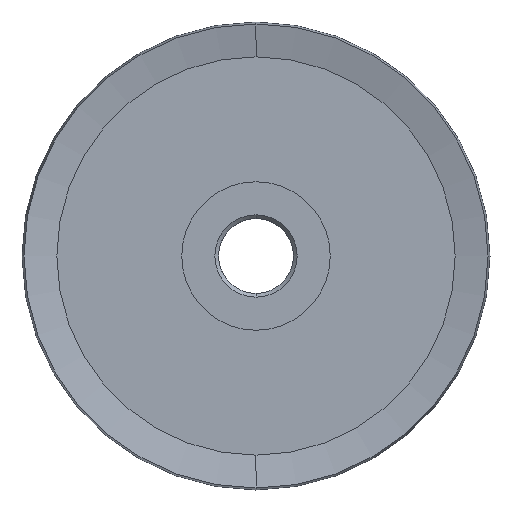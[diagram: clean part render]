
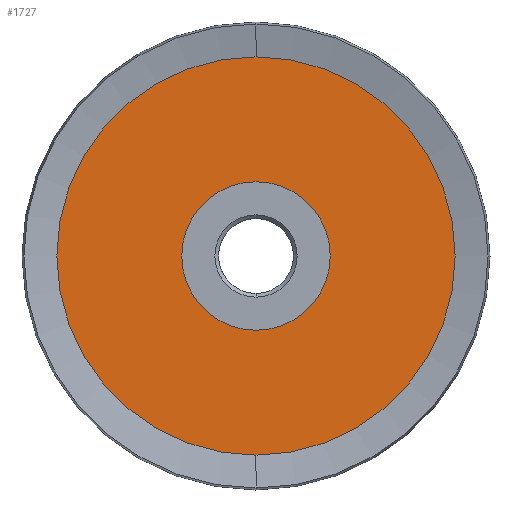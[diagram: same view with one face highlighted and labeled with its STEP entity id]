
A CAD part, left-side view. The second image highlights one B-rep face of the part: STEP entity #1727.
In plain terms, the highlighted planar face has unit normal (-1, 0, 0).
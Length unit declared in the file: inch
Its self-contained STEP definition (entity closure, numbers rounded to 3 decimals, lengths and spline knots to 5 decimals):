
#9 = AXIS2_PLACEMENT_3D ( 'NONE', #7470, #3795, #141 ) ;
#15 = VERTEX_POINT ( 'NONE', #7399 ) ;
#77 = CIRCLE ( 'NONE', #583, 0.248 ) ;
#141 = DIRECTION ( 'NONE',  ( 0., 0., 1. ) ) ;
#563 = DIRECTION ( 'NONE',  ( -1., 0., 0. ) ) ;
#583 = AXIS2_PLACEMENT_3D ( 'NONE', #2398, #6626, #2996 ) ;
#1405 = DIRECTION ( 'NONE',  ( -1., 0., 0. ) ) ;
#1533 = CARTESIAN_POINT ( 'NONE',  ( 0.0315, 0., -0.66519 ) ) ;
#1684 = EDGE_CURVE ( 'NONE', #15, #6465, #4769, .T. ) ;
#1727 = ADVANCED_FACE ( 'NONE', ( #2982, #4189 ), #6669, .T. ) ;
#1773 = DIRECTION ( 'NONE',  ( -1., 0., 0. ) ) ;
#2279 = ORIENTED_EDGE ( 'NONE', *, *, #1684, .T. ) ;
#2397 = AXIS2_PLACEMENT_3D ( 'NONE', #5012, #1405, #5634 ) ;
#2398 = CARTESIAN_POINT ( 'NONE',  ( 0.0315, 0., 0. ) ) ;
#2617 = AXIS2_PLACEMENT_3D ( 'NONE', #6047, #563, #7289 ) ;
#2856 = EDGE_CURVE ( 'NONE', #6465, #15, #7899, .T. ) ;
#2982 = FACE_BOUND ( 'NONE', #6218, .T. ) ;
#2996 = DIRECTION ( 'NONE',  ( 0., 0., 1. ) ) ;
#3004 = EDGE_CURVE ( 'NONE', #6665, #7311, #77, .T. ) ;
#3469 = CIRCLE ( 'NONE', #9, 0.248 ) ;
#3795 = DIRECTION ( 'NONE',  ( -1., 0., 0. ) ) ;
#3831 = ORIENTED_EDGE ( 'NONE', *, *, #3004, .F. ) ;
#4189 = FACE_OUTER_BOUND ( 'NONE', #7421, .T. ) ;
#4645 = ORIENTED_EDGE ( 'NONE', *, *, #7535, .F. ) ;
#4769 = CIRCLE ( 'NONE', #7663, 0.66519 ) ;
#4772 = CARTESIAN_POINT ( 'NONE',  ( 0.0315, 0., -0.248 ) ) ;
#5012 = CARTESIAN_POINT ( 'NONE',  ( 0.0315, 0., 0. ) ) ;
#5384 = CARTESIAN_POINT ( 'NONE',  ( 0.0315, 0., 0. ) ) ;
#5634 = DIRECTION ( 'NONE',  ( 0., 0., 1. ) ) ;
#5998 = DIRECTION ( 'NONE',  ( 0., 0., 1. ) ) ;
#6047 = CARTESIAN_POINT ( 'NONE',  ( 0.0315, 0., 0. ) ) ;
#6218 = EDGE_LOOP ( 'NONE', ( #3831, #4645 ) ) ;
#6465 = VERTEX_POINT ( 'NONE', #1533 ) ;
#6512 = ORIENTED_EDGE ( 'NONE', *, *, #2856, .T. ) ;
#6626 = DIRECTION ( 'NONE',  ( -1., 0., 0. ) ) ;
#6665 = VERTEX_POINT ( 'NONE', #7794 ) ;
#6669 = PLANE ( 'NONE',  #2617 ) ;
#7289 = DIRECTION ( 'NONE',  ( 0., 0., 1. ) ) ;
#7311 = VERTEX_POINT ( 'NONE', #4772 ) ;
#7399 = CARTESIAN_POINT ( 'NONE',  ( 0.0315, 0., 0.66519 ) ) ;
#7421 = EDGE_LOOP ( 'NONE', ( #2279, #6512 ) ) ;
#7470 = CARTESIAN_POINT ( 'NONE',  ( 0.0315, 0., 0. ) ) ;
#7535 = EDGE_CURVE ( 'NONE', #7311, #6665, #3469, .T. ) ;
#7663 = AXIS2_PLACEMENT_3D ( 'NONE', #5384, #1773, #5998 ) ;
#7794 = CARTESIAN_POINT ( 'NONE',  ( 0.0315, 0., 0.248 ) ) ;
#7899 = CIRCLE ( 'NONE', #2397, 0.66519 ) ;
